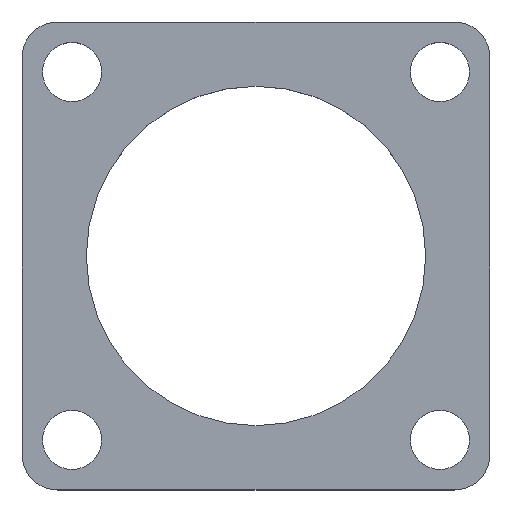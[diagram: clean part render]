
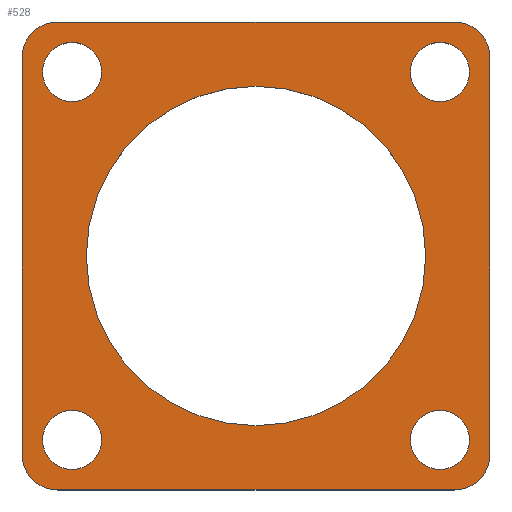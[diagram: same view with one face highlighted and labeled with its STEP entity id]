
A CAD part, top view. The second image highlights one B-rep face of the part: STEP entity #528.
In plain terms, the highlighted planar face has unit normal (0, 0, 1).
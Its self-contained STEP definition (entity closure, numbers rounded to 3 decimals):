
#83=DIRECTION('',(-1.,0.,0.));
#84=VECTOR('',#83,22.2);
#85=CARTESIAN_POINT('',(11.1,-13.1,1.));
#86=LINE('',#85,#84);
#95=DIRECTION('',(0.,1.,0.));
#96=VECTOR('',#95,22.2);
#97=CARTESIAN_POINT('',(-13.1,-11.1,1.));
#98=LINE('',#97,#96);
#111=DIRECTION('',(1.,0.,0.));
#112=VECTOR('',#111,22.2);
#113=CARTESIAN_POINT('',(-11.1,13.1,1.));
#114=LINE('',#113,#112);
#127=DIRECTION('',(0.,-1.,0.));
#128=VECTOR('',#127,22.2);
#129=CARTESIAN_POINT('',(13.1,11.1,1.));
#130=LINE('',#129,#128);
#135=CARTESIAN_POINT('',(11.1,-11.1,1.));
#136=DIRECTION('',(0.,0.,1.));
#137=DIRECTION('',(0.,-1.,0.));
#138=AXIS2_PLACEMENT_3D('',#135,#136,#137);
#140=CARTESIAN_POINT('',(-11.1,-11.1,1.));
#141=DIRECTION('',(0.,0.,1.));
#142=DIRECTION('',(-1.,0.,0.));
#143=AXIS2_PLACEMENT_3D('',#140,#141,#142);
#145=CARTESIAN_POINT('',(-11.1,11.1,1.));
#146=DIRECTION('',(0.,0.,1.));
#147=DIRECTION('',(0.,1.,0.));
#148=AXIS2_PLACEMENT_3D('',#145,#146,#147);
#150=CARTESIAN_POINT('',(11.1,11.1,1.));
#151=DIRECTION('',(0.,0.,1.));
#152=DIRECTION('',(1.,0.,0.));
#153=AXIS2_PLACEMENT_3D('',#150,#151,#152);
#155=CARTESIAN_POINT('',(0.,0.,1.));
#156=DIRECTION('',(0.,0.,-1.));
#157=DIRECTION('',(1.,0.,0.));
#158=AXIS2_PLACEMENT_3D('',#155,#156,#157);
#160=CARTESIAN_POINT('',(0.,0.,1.));
#161=DIRECTION('',(0.,0.,-1.));
#162=DIRECTION('',(-1.,0.,0.));
#163=AXIS2_PLACEMENT_3D('',#160,#161,#162);
#165=CARTESIAN_POINT('',(10.3,10.3,1.));
#166=DIRECTION('',(0.,0.,-1.));
#167=DIRECTION('',(1.,0.,0.));
#168=AXIS2_PLACEMENT_3D('',#165,#166,#167);
#170=CARTESIAN_POINT('',(10.3,10.3,1.));
#171=DIRECTION('',(0.,0.,-1.));
#172=DIRECTION('',(-1.,0.,0.));
#173=AXIS2_PLACEMENT_3D('',#170,#171,#172);
#175=CARTESIAN_POINT('',(-10.3,10.3,1.));
#176=DIRECTION('',(0.,0.,-1.));
#177=DIRECTION('',(1.,0.,0.));
#178=AXIS2_PLACEMENT_3D('',#175,#176,#177);
#180=CARTESIAN_POINT('',(-10.3,10.3,1.));
#181=DIRECTION('',(0.,0.,-1.));
#182=DIRECTION('',(-1.,0.,0.));
#183=AXIS2_PLACEMENT_3D('',#180,#181,#182);
#185=CARTESIAN_POINT('',(10.3,-10.3,1.));
#186=DIRECTION('',(0.,0.,-1.));
#187=DIRECTION('',(1.,0.,0.));
#188=AXIS2_PLACEMENT_3D('',#185,#186,#187);
#190=CARTESIAN_POINT('',(10.3,-10.3,1.));
#191=DIRECTION('',(0.,0.,-1.));
#192=DIRECTION('',(-1.,0.,0.));
#193=AXIS2_PLACEMENT_3D('',#190,#191,#192);
#195=CARTESIAN_POINT('',(-10.3,-10.3,1.));
#196=DIRECTION('',(0.,0.,-1.));
#197=DIRECTION('',(1.,0.,0.));
#198=AXIS2_PLACEMENT_3D('',#195,#196,#197);
#200=CARTESIAN_POINT('',(-10.3,-10.3,1.));
#201=DIRECTION('',(0.,0.,-1.));
#202=DIRECTION('',(-1.,0.,0.));
#203=AXIS2_PLACEMENT_3D('',#200,#201,#202);
#281=CARTESIAN_POINT('',(-9.5,0.,1.));
#282=VERTEX_POINT('',#281);
#283=CARTESIAN_POINT('',(9.5,0.,1.));
#284=VERTEX_POINT('',#283);
#285=CARTESIAN_POINT('',(11.1,-13.1,1.));
#286=CARTESIAN_POINT('',(13.1,-11.1,1.));
#287=VERTEX_POINT('',#285);
#288=VERTEX_POINT('',#286);
#289=CARTESIAN_POINT('',(-11.1,-13.1,1.));
#290=VERTEX_POINT('',#289);
#291=CARTESIAN_POINT('',(-13.1,-11.1,1.));
#292=VERTEX_POINT('',#291);
#293=CARTESIAN_POINT('',(-13.1,11.1,1.));
#294=VERTEX_POINT('',#293);
#295=CARTESIAN_POINT('',(-11.1,13.1,1.));
#296=VERTEX_POINT('',#295);
#297=CARTESIAN_POINT('',(11.1,13.1,1.));
#298=VERTEX_POINT('',#297);
#299=CARTESIAN_POINT('',(13.1,11.1,1.));
#300=VERTEX_POINT('',#299);
#301=CARTESIAN_POINT('',(11.95,10.3,1.));
#302=CARTESIAN_POINT('',(8.65,10.3,1.));
#303=VERTEX_POINT('',#301);
#304=VERTEX_POINT('',#302);
#305=CARTESIAN_POINT('',(-8.65,10.3,1.));
#306=CARTESIAN_POINT('',(-11.95,10.3,1.));
#307=VERTEX_POINT('',#305);
#308=VERTEX_POINT('',#306);
#309=CARTESIAN_POINT('',(11.95,-10.3,1.));
#310=CARTESIAN_POINT('',(8.65,-10.3,1.));
#311=VERTEX_POINT('',#309);
#312=VERTEX_POINT('',#310);
#313=CARTESIAN_POINT('',(-8.65,-10.3,1.));
#314=CARTESIAN_POINT('',(-11.95,-10.3,1.));
#315=VERTEX_POINT('',#313);
#316=VERTEX_POINT('',#314);
#483=CARTESIAN_POINT('',(0.,0.,1.));
#484=DIRECTION('',(0.,0.,1.));
#485=DIRECTION('',(1.,0.,0.));
#486=AXIS2_PLACEMENT_3D('',#483,#484,#485);
#487=PLANE('',#486);
#488=ORIENTED_EDGE('',*,*,#379,.F.);
#489=ORIENTED_EDGE('',*,*,#395,.T.);
#490=ORIENTED_EDGE('',*,*,#408,.F.);
#491=ORIENTED_EDGE('',*,*,#421,.T.);
#492=ORIENTED_EDGE('',*,*,#436,.F.);
#493=ORIENTED_EDGE('',*,*,#449,.T.);
#494=ORIENTED_EDGE('',*,*,#464,.F.);
#495=ORIENTED_EDGE('',*,*,#476,.T.);
#496=EDGE_LOOP('',(#488,#489,#490,#491,#492,#493,#494,#495));
#497=FACE_OUTER_BOUND('',#496,.F.);
#499=ORIENTED_EDGE('',*,*,#498,.F.);
#501=ORIENTED_EDGE('',*,*,#500,.F.);
#502=EDGE_LOOP('',(#499,#501));
#503=FACE_BOUND('',#502,.F.);
#505=ORIENTED_EDGE('',*,*,#504,.F.);
#507=ORIENTED_EDGE('',*,*,#506,.F.);
#508=EDGE_LOOP('',(#505,#507));
#509=FACE_BOUND('',#508,.F.);
#511=ORIENTED_EDGE('',*,*,#510,.F.);
#513=ORIENTED_EDGE('',*,*,#512,.F.);
#514=EDGE_LOOP('',(#511,#513));
#515=FACE_BOUND('',#514,.F.);
#517=ORIENTED_EDGE('',*,*,#516,.F.);
#519=ORIENTED_EDGE('',*,*,#518,.F.);
#520=EDGE_LOOP('',(#517,#519));
#521=FACE_BOUND('',#520,.F.);
#523=ORIENTED_EDGE('',*,*,#522,.F.);
#525=ORIENTED_EDGE('',*,*,#524,.F.);
#526=EDGE_LOOP('',(#523,#525));
#527=FACE_BOUND('',#526,.F.);
#528=ADVANCED_FACE('',(#497,#503,#509,#515,#521,#527),#487,.T.);
#139=CIRCLE('',#138,2.);
#144=CIRCLE('',#143,2.);
#149=CIRCLE('',#148,2.);
#154=CIRCLE('',#153,2.);
#159=CIRCLE('',#158,9.5);
#164=CIRCLE('',#163,9.5);
#169=CIRCLE('',#168,1.65);
#174=CIRCLE('',#173,1.65);
#179=CIRCLE('',#178,1.65);
#184=CIRCLE('',#183,1.65);
#189=CIRCLE('',#188,1.65);
#194=CIRCLE('',#193,1.65);
#199=CIRCLE('',#198,1.65);
#204=CIRCLE('',#203,1.65);
#379=EDGE_CURVE('',#287,#288,#139,.T.);
#395=EDGE_CURVE('',#287,#290,#86,.T.);
#408=EDGE_CURVE('',#292,#290,#144,.T.);
#421=EDGE_CURVE('',#292,#294,#98,.T.);
#436=EDGE_CURVE('',#296,#294,#149,.T.);
#449=EDGE_CURVE('',#296,#298,#114,.T.);
#464=EDGE_CURVE('',#300,#298,#154,.T.);
#476=EDGE_CURVE('',#300,#288,#130,.T.);
#498=EDGE_CURVE('',#284,#282,#159,.T.);
#500=EDGE_CURVE('',#282,#284,#164,.T.);
#504=EDGE_CURVE('',#303,#304,#169,.T.);
#506=EDGE_CURVE('',#304,#303,#174,.T.);
#510=EDGE_CURVE('',#307,#308,#179,.T.);
#512=EDGE_CURVE('',#308,#307,#184,.T.);
#516=EDGE_CURVE('',#311,#312,#189,.T.);
#518=EDGE_CURVE('',#312,#311,#194,.T.);
#522=EDGE_CURVE('',#315,#316,#199,.T.);
#524=EDGE_CURVE('',#316,#315,#204,.T.);
